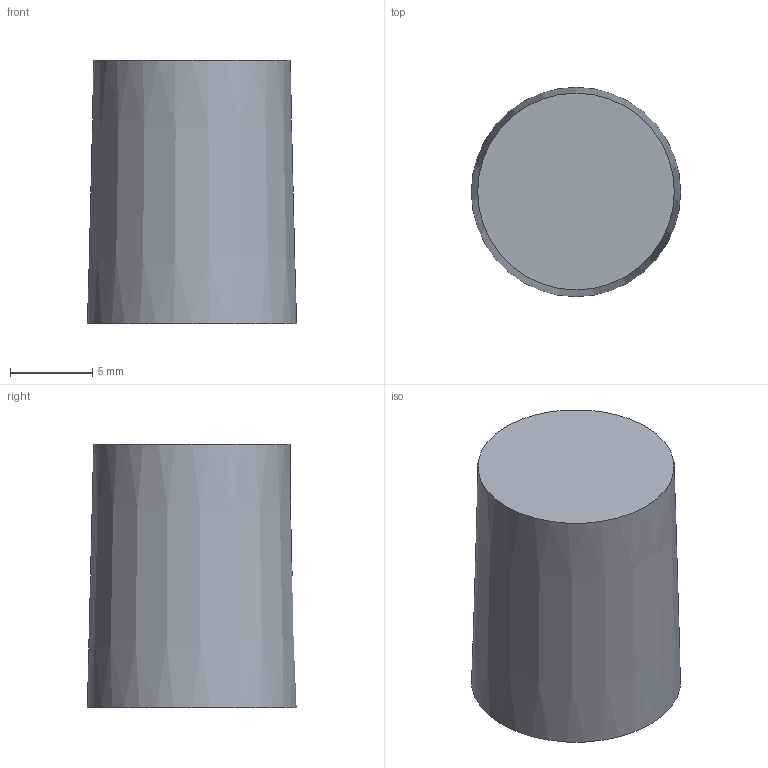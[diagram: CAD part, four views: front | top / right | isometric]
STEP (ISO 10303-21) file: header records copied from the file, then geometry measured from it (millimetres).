
FILE_DESCRIPTION(('FreeCAD Model'),'2;1');
FILE_NAME('1900H-Violet.step','2019-08-03T14:57:42',('Author'),(''), 'Open CASCADE STEP processor 7.3','FreeCAD','Unknown');
FILE_SCHEMA(('AUTOMOTIVE_DESIGN { 1 0 10303 214 1 1 1 1 }'));
Length unit declared in the file: millimetre
Products named in the file (1): 1900H
Bounding box: 12.7 x 12.7 x 16 mm (x, y, z)
Volume: 1505.7 mm3; surface area: 1111.4 mm2
Topology: 1 solids, 1 shells, 5 faces, 6 edges, 4 vertices
Faces by surface type: plane 3, cone 1, cylinder 1
Full cylindrical faces by diameter (mm): 6.35 x1
Entity records: 124 total; most frequent: DIRECTION 21, CARTESIAN_POINT 17, ORIENTED_EDGE 12, AXIS2_PLACEMENT_3D 10, FACE_BOUND 6, EDGE_LOOP 6, EDGE_CURVE 6, ADVANCED_FACE 5
